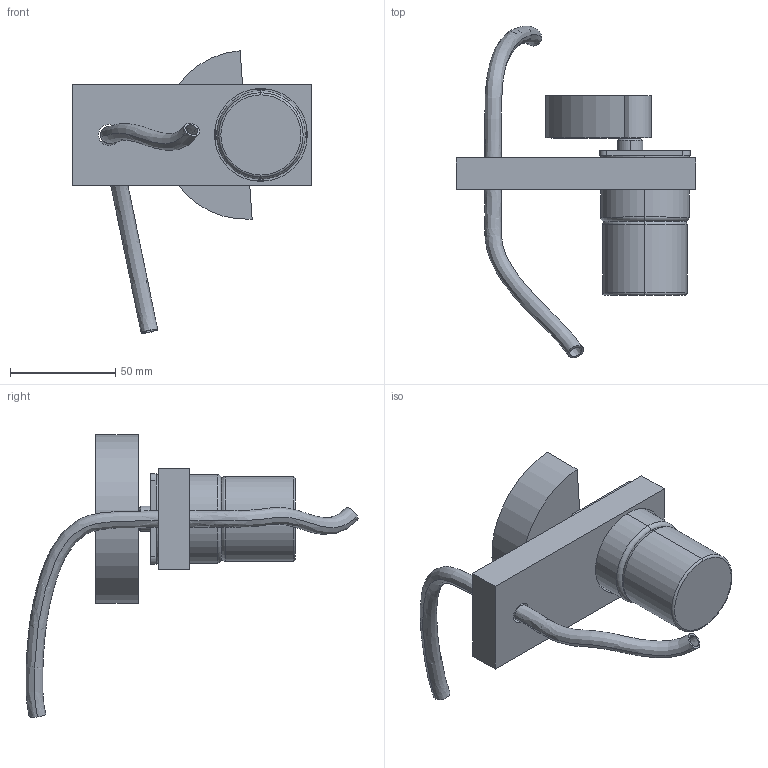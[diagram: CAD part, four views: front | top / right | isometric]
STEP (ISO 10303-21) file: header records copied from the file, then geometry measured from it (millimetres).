
FILE_DESCRIPTION (( 'STEP AP214' ), '1' );
FILE_NAME ('powder_fertilizer_droping_mechanism.STEP', '2021-03-25T12:07:19', ( '' ), ( '' ), 'SwSTEP 2.0', 'SolidWorks 2021', '' );
FILE_SCHEMA (( 'AUTOMOTIVE_DESIGN' ));
Length unit declared in the file: millimetre
Products named in the file (5): TG06-DCMotor; Pipe; powder_fertilizer_droping_mechanism; Agitator-Disk; Agitator-Platform
Assembly tree (4 placements, depth 2):
  powder_fertilizer_droping_mechanism
    TG06-DCMotor
    Agitator-Disk
    Agitator-Platform
    Pipe
Bounding box: 113.32 x 157.36 x 133.9 mm (x, y, z)
Volume: 207938.4 mm3; surface area: 48964.5 mm2
Topology: 4 solids, 4 shells, 79 faces, 180 edges, 113 vertices
Faces by surface type: cylinder 34, plane 24, bspline 10, torus 6, cone 5
Entity records: 4098 total; most frequent: CARTESIAN_POINT 1903, DIRECTION 417, ORIENTED_EDGE 360, EDGE_CURVE 180, AXIS2_PLACEMENT_3D 173, VERTEX_POINT 113, EDGE_LOOP 99, CIRCLE 97
